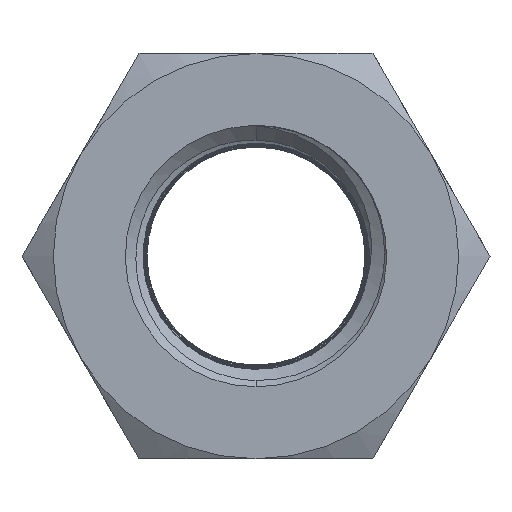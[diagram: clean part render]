
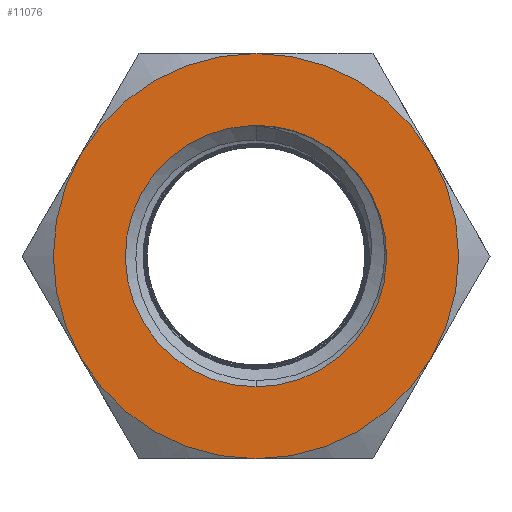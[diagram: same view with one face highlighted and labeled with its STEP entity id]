
A CAD part, left-side view. The second image highlights one B-rep face of the part: STEP entity #11076.
In plain terms, the highlighted planar face has unit normal (-1, 0, 0).
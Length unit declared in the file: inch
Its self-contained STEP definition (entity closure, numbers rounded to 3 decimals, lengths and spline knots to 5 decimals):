
#1151 = CARTESIAN_POINT ( 'NONE',  ( -0.41, -0.1897, 0.20659 ) ) ;
#1164 = CARTESIAN_POINT ( 'NONE',  ( -0.41, 0., -0.28047 ) ) ;
#1217 = CARTESIAN_POINT ( 'NONE',  ( -0.41, 0.01015, 0.28029 ) ) ;
#1247 = DIRECTION ( 'NONE',  ( 0., 0., 1. ) ) ;
#1248 = DIRECTION ( 'NONE',  ( -1., 0., 0. ) ) ;
#1249 = AXIS2_PLACEMENT_3D ( 'NONE', #1260, #1248, #1247 ) ;
#1258 = CIRCLE ( 'NONE', #1249, 0.28047 ) ;
#1260 = CARTESIAN_POINT ( 'NONE',  ( -0.41, 0., 0. ) ) ;
#3210 = VERTEX_POINT ( 'NONE', #7784 ) ;
#3354 = CARTESIAN_POINT ( 'NONE',  ( -0.41, 0., -0.435 ) ) ;
#3521 = CARTESIAN_POINT ( 'NONE',  ( -0.41, 0., 0.435 ) ) ;
#3547 = CARTESIAN_POINT ( 'NONE',  ( -0.41, -0.37672, 0.2175 ) ) ;
#3567 = CARTESIAN_POINT ( 'NONE',  ( -0.41, -0.37672, -0.2175 ) ) ;
#3614 = DIRECTION ( 'NONE',  ( 0., 0., 1. ) ) ;
#3615 = DIRECTION ( 'NONE',  ( -1., 0., 0. ) ) ;
#3616 = CARTESIAN_POINT ( 'NONE',  ( -0.41, 0., 0. ) ) ;
#3617 = AXIS2_PLACEMENT_3D ( 'NONE', #3616, #3615, #3614 ) ;
#3618 = CIRCLE ( 'NONE', #3617, 0.435 ) ;
#3674 = DIRECTION ( 'NONE',  ( 0., 0., 1. ) ) ;
#3675 = DIRECTION ( 'NONE',  ( -1., 0., 0. ) ) ;
#3676 = CARTESIAN_POINT ( 'NONE',  ( -0.41, 0., 0. ) ) ;
#3677 = AXIS2_PLACEMENT_3D ( 'NONE', #3676, #3675, #3674 ) ;
#3678 = CIRCLE ( 'NONE', #3677, 0.435 ) ;
#3933 = DIRECTION ( 'NONE',  ( 0., 0., 1. ) ) ;
#3934 = DIRECTION ( 'NONE',  ( -1., 0., 0. ) ) ;
#3935 = CARTESIAN_POINT ( 'NONE',  ( -0.41, 0., 0. ) ) ;
#3936 = AXIS2_PLACEMENT_3D ( 'NONE', #3935, #3934, #3933 ) ;
#3937 = CIRCLE ( 'NONE', #3936, 0.435 ) ;
#3938 = DIRECTION ( 'NONE',  ( 0., 0., 1. ) ) ;
#3939 = DIRECTION ( 'NONE',  ( -1., 0., 0. ) ) ;
#3940 = CARTESIAN_POINT ( 'NONE',  ( -0.41, 0., 0. ) ) ;
#3941 = AXIS2_PLACEMENT_3D ( 'NONE', #3940, #3939, #3938 ) ;
#3942 = CIRCLE ( 'NONE', #3941, 0.435 ) ;
#3943 = DIRECTION ( 'NONE',  ( 0., 0., 1. ) ) ;
#3944 = DIRECTION ( 'NONE',  ( -1., 0., 0. ) ) ;
#3945 = CARTESIAN_POINT ( 'NONE',  ( -0.41, 0., 0. ) ) ;
#3946 = AXIS2_PLACEMENT_3D ( 'NONE', #3945, #3944, #3943 ) ;
#3947 = CIRCLE ( 'NONE', #3946, 0.435 ) ;
#3948 = DIRECTION ( 'NONE',  ( 0., 0., 1. ) ) ;
#3949 = DIRECTION ( 'NONE',  ( -1., 0., 0. ) ) ;
#3950 = CARTESIAN_POINT ( 'NONE',  ( -0.41, 0., 0. ) ) ;
#3951 = AXIS2_PLACEMENT_3D ( 'NONE', #3950, #3949, #3948 ) ;
#3952 = CIRCLE ( 'NONE', #3951, 0.435 ) ;
#3985 = DIRECTION ( 'NONE',  ( 0., 0., 1. ) ) ;
#3986 = DIRECTION ( 'NONE',  ( -1., 0., 0. ) ) ;
#3987 = CARTESIAN_POINT ( 'NONE',  ( -0.41, 0.75344, -0.435 ) ) ;
#3988 = AXIS2_PLACEMENT_3D ( 'NONE', #3987, #3986, #3985 ) ;
#3989 = PLANE ( 'NONE',  #3988 ) ;
#3990 = FACE_OUTER_BOUND ( 'NONE', #10996, .T. ) ;
#3991 = FACE_BOUND ( 'NONE', #11015, .T. ) ;
#4148 = DIRECTION ( 'NONE',  ( 0., 0., -1. ) ) ;
#4149 = DIRECTION ( 'NONE',  ( 1., 0., 0. ) ) ;
#4150 = AXIS2_PLACEMENT_3D ( 'NONE', #4157, #4149, #4148 ) ;
#4151 = CIRCLE ( 'NONE', #4150, 0.28047 ) ;
#4157 = CARTESIAN_POINT ( 'NONE',  ( -0.41, 0., 0. ) ) ;
#4352 = CARTESIAN_POINT ( 'NONE',  ( -0.41, 0.37672, 0.2175 ) ) ;
#4416 = EDGE_CURVE ( 'NONE', #10582, #3210, #4700, .T. ) ;
#4700 = CIRCLE ( 'NONE', #4727, 0.28047 ) ;
#4724 = DIRECTION ( 'NONE',  ( 0., 0., -1. ) ) ;
#4725 = DIRECTION ( 'NONE',  ( 1., 0., 0. ) ) ;
#4726 = CARTESIAN_POINT ( 'NONE',  ( -0.41, 0., 0. ) ) ;
#4727 = AXIS2_PLACEMENT_3D ( 'NONE', #4726, #4725, #4724 ) ;
#5432 = CARTESIAN_POINT ( 'NONE',  ( -0.41, 0.37672, -0.2175 ) ) ;
#5579 = DIRECTION ( 'NONE',  ( 0., 0., 1. ) ) ;
#5580 = DIRECTION ( 'NONE',  ( -1., 0., 0. ) ) ;
#5581 = CARTESIAN_POINT ( 'NONE',  ( -0.41, 0., 0. ) ) ;
#5582 = AXIS2_PLACEMENT_3D ( 'NONE', #5581, #5580, #5579 ) ;
#5583 = CIRCLE ( 'NONE', #5582, 0.28047 ) ;
#7784 = CARTESIAN_POINT ( 'NONE',  ( -0.41, 0., 0.28047 ) ) ;
#8921 = VERTEX_POINT ( 'NONE', #5432 ) ;
#8945 = EDGE_CURVE ( 'NONE', #10582, #10529, #5583, .T. ) ;
#10445 = VERTEX_POINT ( 'NONE', #1151 ) ;
#10529 = VERTEX_POINT ( 'NONE', #1164 ) ;
#10582 = VERTEX_POINT ( 'NONE', #1217 ) ;
#10663 = EDGE_CURVE ( 'NONE', #10529, #10445, #1258, .T. ) ;
#10922 = VERTEX_POINT ( 'NONE', #3354 ) ;
#10952 = VERTEX_POINT ( 'NONE', #3521 ) ;
#10965 = VERTEX_POINT ( 'NONE', #3547 ) ;
#10975 = VERTEX_POINT ( 'NONE', #3567 ) ;
#10991 = ORIENTED_EDGE ( 'NONE', *, *, #8945, .F. ) ;
#10992 = ORIENTED_EDGE ( 'NONE', *, *, #4416, .T. ) ;
#10994 = ORIENTED_EDGE ( 'NONE', *, *, #11420, .T. ) ;
#10995 = ORIENTED_EDGE ( 'NONE', *, *, #10663, .F. ) ;
#10996 = EDGE_LOOP ( 'NONE', ( #10997, #10999, #11001, #11063, #11065, #11067 ) ) ;
#10997 = ORIENTED_EDGE ( 'NONE', *, *, #10998, .T. ) ;
#10998 = EDGE_CURVE ( 'NONE', #10965, #10952, #3618, .T. ) ;
#10999 = ORIENTED_EDGE ( 'NONE', *, *, #11000, .T. ) ;
#11000 = EDGE_CURVE ( 'NONE', #10952, #11558, #3678, .T. ) ;
#11001 = ORIENTED_EDGE ( 'NONE', *, *, #11062, .T. ) ;
#11015 = EDGE_LOOP ( 'NONE', ( #10991, #10992, #10994, #10995 ) ) ;
#11062 = EDGE_CURVE ( 'NONE', #11558, #8921, #3952, .T. ) ;
#11063 = ORIENTED_EDGE ( 'NONE', *, *, #11064, .T. ) ;
#11064 = EDGE_CURVE ( 'NONE', #8921, #10922, #3947, .T. ) ;
#11065 = ORIENTED_EDGE ( 'NONE', *, *, #11066, .T. ) ;
#11066 = EDGE_CURVE ( 'NONE', #10922, #10975, #3942, .T. ) ;
#11067 = ORIENTED_EDGE ( 'NONE', *, *, #11068, .T. ) ;
#11068 = EDGE_CURVE ( 'NONE', #10975, #10965, #3937, .T. ) ;
#11076 = ADVANCED_FACE ( 'NONE', ( #3991, #3990 ), #3989, .T. ) ;
#11420 = EDGE_CURVE ( 'NONE', #3210, #10445, #4151, .T. ) ;
#11558 = VERTEX_POINT ( 'NONE', #4352 ) ;
